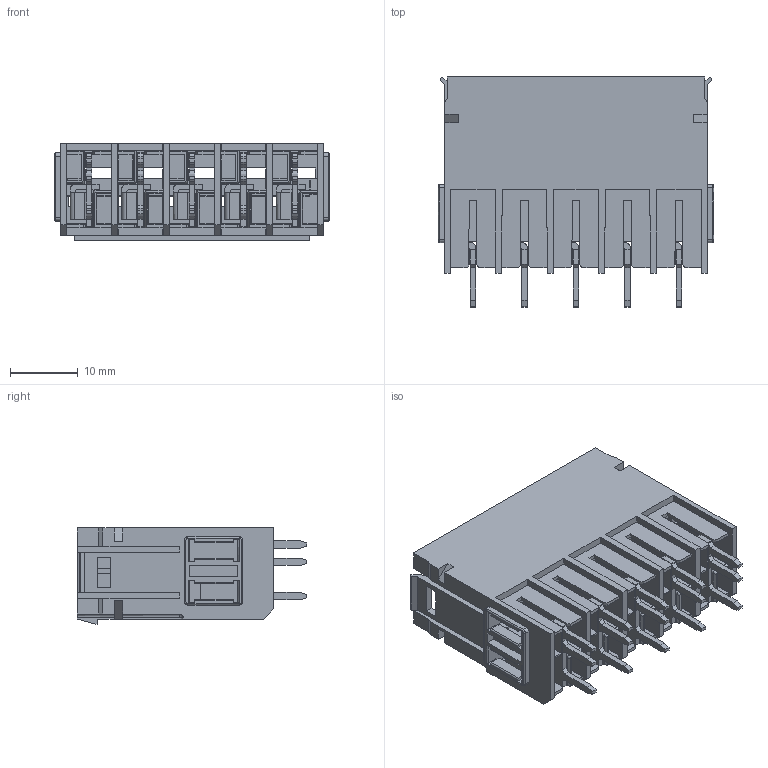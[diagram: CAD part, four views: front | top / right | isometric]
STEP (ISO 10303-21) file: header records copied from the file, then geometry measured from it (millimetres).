
FILE_DESCRIPTION( ('This file contains a STEP AP42 implementation' ,'as created by ZW3D STEP Interface translator.') ,'2;1' );
FILE_NAME( 'WJ3EDGVH-7.62-05P.stp' ,'24 219.145015', (''), ('ZWCAD Software Co.'), 'Version 1.0', 'ZW3D to STEP translator', '' );
FILE_SCHEMA(('AUTOMOTIVE_DESIGN'));
Length unit declared in the file: millimetre
Products named in the file (2): 0; wj3edgvh-762_asm
Bounding box: 40.7 x 34 x 14.25 mm (x, y, z)
Volume: 5206.8 mm3; surface area: 12952 mm2
Topology: 1 solids, 1 shells, 1042 faces, 2994 edges, 1957 vertices
Faces by surface type: bspline 1042
Entity records: 32862 total; most frequent: CARTESIAN_POINT 14012, ORIENTED_EDGE 5988, EDGE_CURVE 2994, B_SPLINE_CURVE_WITH_KNOTS 2750, VERTEX_POINT 1957, EDGE_LOOP 1077, FACE_OUTER_BOUND 1042, ADVANCED_FACE 1042
